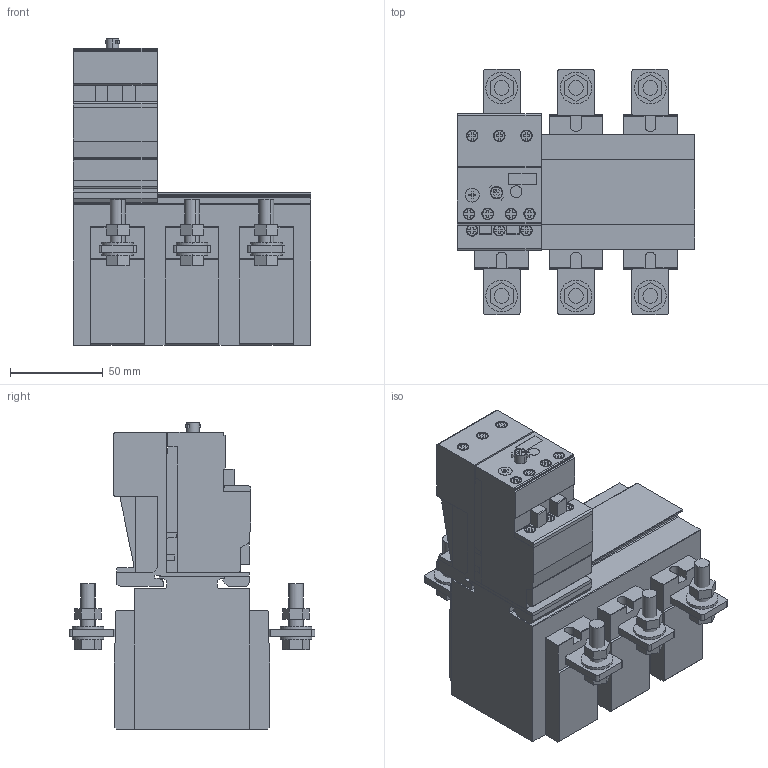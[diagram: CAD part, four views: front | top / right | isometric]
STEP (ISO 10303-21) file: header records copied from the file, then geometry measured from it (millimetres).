
FILE_DESCRIPTION((''),'2;1');
FILE_NAME('3d_RFN200150.stp','2012-10-03T09:36:48',(''),(''),'Mechanical Desktop 2011','Mechanical Desktop 2011',', , ');
FILE_SCHEMA(('CONFIG_CONTROL_DESIGN'));
Length unit declared in the file: millimetre
Products named in the file (1): Product
Bounding box: 127.5 x 132 x 164.8 mm (x, y, z)
Volume: 1006601.7 mm3; surface area: 145789.2 mm2
Topology: 48 solids, 48 shells, 877 faces, 2658 edges, 2288 vertices
Faces by surface type: plane 652, bspline 126, cylinder 99
Entity records: 29208 total; most frequent: CARTESIAN_POINT 6166, ORIENTED_EDGE 4544, DIRECTION 4514, VECTOR 2306, LINE 2306, EDGE_CURVE 2272, VERTEX_POINT 1522, AXIS2_PLACEMENT_3D 1104
